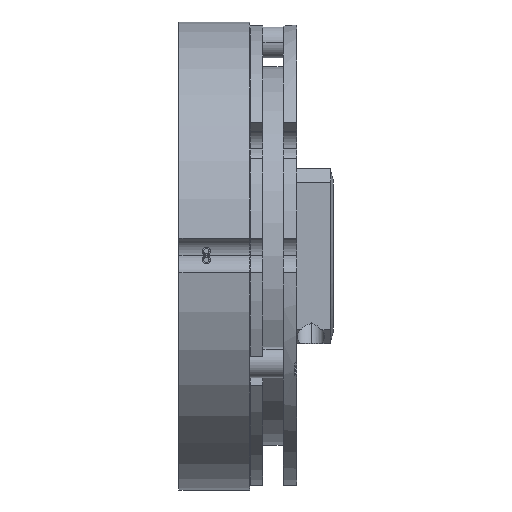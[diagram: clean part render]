
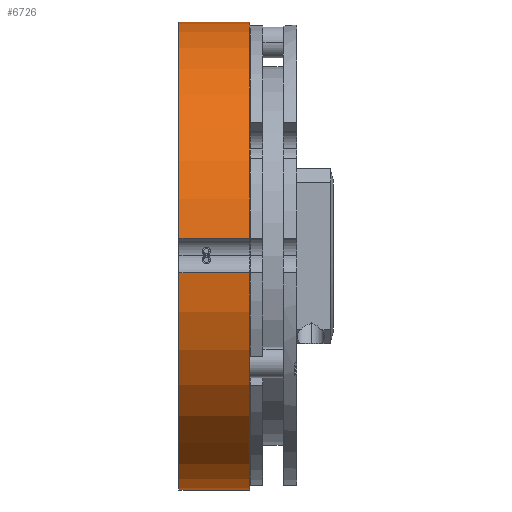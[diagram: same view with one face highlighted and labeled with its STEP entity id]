
A CAD part, top view. The second image highlights one B-rep face of the part: STEP entity #6726.
In plain terms, the highlighted cylindrical face has radius 34 mm (diameter 68 mm), a partial arc.
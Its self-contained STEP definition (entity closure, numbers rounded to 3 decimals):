
#1 = VERTEX_POINT ( 'NONE', #2716 ) ;
#121 = CARTESIAN_POINT ( 'NONE',  ( 5.15, -2.5, 33.908 ) ) ;
#687 = FACE_OUTER_BOUND ( 'NONE', #8995, .T. ) ;
#1808 = DIRECTION ( 'NONE',  ( -1., 0., 0. ) ) ;
#1906 = CARTESIAN_POINT ( 'NONE',  ( -0.561, 0., 0. ) ) ;
#1975 = CYLINDRICAL_SURFACE ( 'NONE', #6917, 34. ) ;
#2055 = ORIENTED_EDGE ( 'NONE', *, *, #7135, .T. ) ;
#2271 = VECTOR ( 'NONE', #6375, 1000. ) ;
#2318 = ORIENTED_EDGE ( 'NONE', *, *, #3888, .F. ) ;
#2569 = DIRECTION ( 'NONE',  ( 0., 0., 1. ) ) ;
#2605 = DIRECTION ( 'NONE',  ( -1., 0., 0. ) ) ;
#2677 = CARTESIAN_POINT ( 'NONE',  ( 0., 0., 0. ) ) ;
#2716 = CARTESIAN_POINT ( 'NONE',  ( 10.3, -2.5, 33.908 ) ) ;
#3018 = ORIENTED_EDGE ( 'NONE', *, *, #8938, .T. ) ;
#3056 = AXIS2_PLACEMENT_3D ( 'NONE', #7116, #1808, #8013 ) ;
#3158 = ORIENTED_EDGE ( 'NONE', *, *, #9410, .T. ) ;
#3595 = CIRCLE ( 'NONE', #3056, 34. ) ;
#3669 = VERTEX_POINT ( 'NONE', #8144 ) ;
#3759 = LINE ( 'NONE', #7053, #6548 ) ;
#3888 = EDGE_CURVE ( 'NONE', #3669, #7289, #11263, .T. ) ;
#4193 = VERTEX_POINT ( 'NONE', #8923 ) ;
#5489 = DIRECTION ( 'NONE',  ( -1., 0., 0. ) ) ;
#6375 = DIRECTION ( 'NONE',  ( -1., 0., 0. ) ) ;
#6548 = VECTOR ( 'NONE', #8810, 1000. ) ;
#6726 = ADVANCED_FACE ( 'NONE', ( #687 ), #1975, .T. ) ;
#6917 = AXIS2_PLACEMENT_3D ( 'NONE', #1906, #5489, #9053 ) ;
#7053 = CARTESIAN_POINT ( 'NONE',  ( 5.15, 2.5, 33.908 ) ) ;
#7116 = CARTESIAN_POINT ( 'NONE',  ( 10.3, 0., 0. ) ) ;
#7135 = EDGE_CURVE ( 'NONE', #4193, #1, #3595, .T. ) ;
#7267 = LINE ( 'NONE', #121, #2271 ) ;
#7289 = VERTEX_POINT ( 'NONE', #10010 ) ;
#8013 = DIRECTION ( 'NONE',  ( 0., 0., 1. ) ) ;
#8144 = CARTESIAN_POINT ( 'NONE',  ( 0., 2.5, 33.908 ) ) ;
#8176 = AXIS2_PLACEMENT_3D ( 'NONE', #2677, #2605, #2569 ) ;
#8810 = DIRECTION ( 'NONE',  ( 1., 0., 0. ) ) ;
#8923 = CARTESIAN_POINT ( 'NONE',  ( 10.3, 2.5, 33.908 ) ) ;
#8938 = EDGE_CURVE ( 'NONE', #1, #7289, #7267, .T. ) ;
#8995 = EDGE_LOOP ( 'NONE', ( #2318, #3158, #2055, #3018 ) ) ;
#9053 = DIRECTION ( 'NONE',  ( 0., 0., 1. ) ) ;
#9410 = EDGE_CURVE ( 'NONE', #3669, #4193, #3759, .T. ) ;
#10010 = CARTESIAN_POINT ( 'NONE',  ( 0., -2.5, 33.908 ) ) ;
#11263 = CIRCLE ( 'NONE', #8176, 34. ) ;
